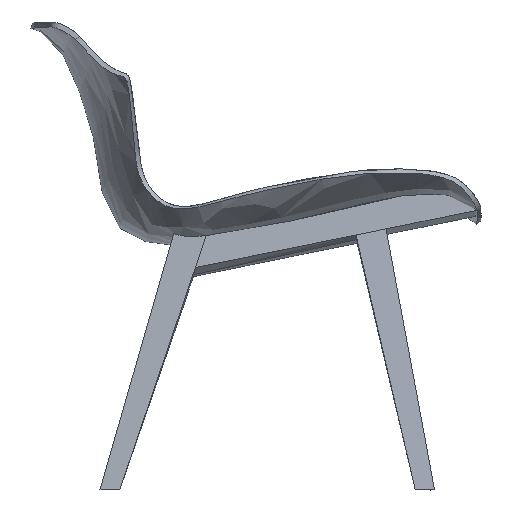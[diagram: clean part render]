
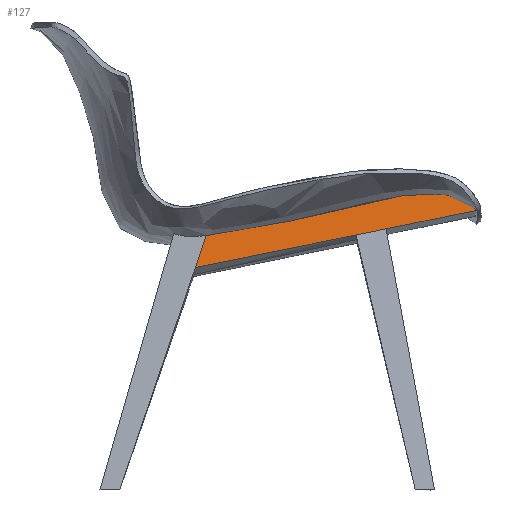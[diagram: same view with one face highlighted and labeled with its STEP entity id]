
A CAD part, left-side view. The second image highlights one B-rep face of the part: STEP entity #127.
In plain terms, the highlighted planar face has unit normal (-0.991, 0.011, 0.137).
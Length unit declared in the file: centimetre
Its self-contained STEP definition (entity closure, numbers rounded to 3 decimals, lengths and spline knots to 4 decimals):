
#127=ADVANCED_FACE('',(#197),#1048,.T.);
#197=FACE_OUTER_BOUND('',#267,.T.);
#267=EDGE_LOOP('',(#348,#349,#350,#351,#352));
#348=ORIENTED_EDGE('',*,*,#645,.T.);
#349=ORIENTED_EDGE('',*,*,#655,.T.);
#350=ORIENTED_EDGE('',*,*,#646,.F.);
#351=ORIENTED_EDGE('',*,*,#642,.F.);
#352=ORIENTED_EDGE('',*,*,#647,.T.);
#642=EDGE_CURVE('',#953,#949,#796,.T.);
#645=EDGE_CURVE('',#955,#956,#799,.T.);
#646=EDGE_CURVE('',#949,#947,#800,.T.);
#647=EDGE_CURVE('',#953,#955,#801,.T.);
#655=EDGE_CURVE('',#956,#947,#809,.T.);
#796=B_SPLINE_CURVE_WITH_KNOTS('',3,(#3149,#3150,#3151,#3152),
 .UNSPECIFIED.,.F.,.F.,(4,4),(43.7599,92.9024),
 .UNSPECIFIED.);
#799=B_SPLINE_CURVE_WITH_KNOTS('',3,(#3161,#3162,#3163,#3164),
 .UNSPECIFIED.,.F.,.F.,(4,4),(-4.5809,-4.4855),
 .UNSPECIFIED.);
#800=B_SPLINE_CURVE_WITH_KNOTS('',3,(#3165,#3166,#3167,#3168,#3169,#3170,
#3171,#3172,#3173,#3174,#3175,#3176,#3177,#3178,#3179,#3180,#3181,#3182,
#3183,#3184,#3185,#3186,#3187,#3188,#3189,#3190,#3191,#3192,#3193,#3194,
#3195,#3196,#3197,#3198,#3199,#3200,#3201,#3202,#3203,#3204,#3205,#3206,
#3207,#3208,#3209,#3210,#3211,#3212,#3213,#3214,#3215,#3216,#3217,#3218,
#3219,#3220,#3221,#3222,#3223,#3224,#3225,#3226,#3227,#3228,#3229,#3230,
#3231,#3232,#3233,#3234,#3235,#3236,#3237,#3238,#3239,#3240,#3241,#3242,
#3243,#3244,#3245,#3246,#3247),.UNSPECIFIED.,.F.,.F.,(4,2,2,2,2,2,3,2,3,
3,3,3,3,3,3,2,3,2,3,3,3,3,3,3,3,3,3,3,3,3,4),(-414.5425,-410.7396,
-406.2325,-403.9868,-401.7373,-397.2261,
-392.703,-383.6412,-374.5855,-356.5038,-320.4224,
-284.4351,-248.5531,-212.7776,-177.1295,
-141.5436,-123.7582,-105.9902,-88.3588,
-79.6353,-71.0201,-66.7767,-62.5979,
-54.428,-50.3802,-46.3588,-38.3961,
-30.5695,-22.8776,-15.3146,-13.1403),
 .UNSPECIFIED.);
#801=B_SPLINE_CURVE_WITH_KNOTS('',3,(#3248,#3249,#3250,#3251,#3252,#3253,
#3254,#3255,#3256,#3257),.UNSPECIFIED.,.F.,.F.,(4,2,2,2,4),(-239.0058,
-121.178,-2.9565,-2.6583,-2.3885),
 .UNSPECIFIED.);
#809=B_SPLINE_CURVE_WITH_KNOTS('',3,(#3289,#3290,#3291,#3292),
 .UNSPECIFIED.,.F.,.F.,(4,4),(0.5664,176.7364),
 .UNSPECIFIED.);
#947=VERTEX_POINT('',#3055);
#949=VERTEX_POINT('',#3057);
#953=VERTEX_POINT('',#3061);
#955=VERTEX_POINT('',#3063);
#956=VERTEX_POINT('',#3064);
#1048=PLANE('',#1155);
#1155=AXIS2_PLACEMENT_3D('',#2870,#1212,$);
#1212=DIRECTION('',(-0.991,0.011,0.137));
#2870=CARTESIAN_POINT('',(5.9182,-16.9224,38.6459));
#3055=CARTESIAN_POINT('',(6.2569,-6.031,40.2356));
#3057=CARTESIAN_POINT('',(6.1838,32.8412,36.6238));
#3061=CARTESIAN_POINT('',(5.564,34.4136,32.0093));
#3063=CARTESIAN_POINT('',(5.9603,11.2287,36.7185));
#3064=CARTESIAN_POINT('',(5.959,11.2269,36.7092));
#3149=CARTESIAN_POINT('',(5.564,34.4136,32.0093));
#3150=CARTESIAN_POINT('',(5.7706,33.8895,33.5475));
#3151=CARTESIAN_POINT('',(5.9772,33.3653,35.0856));
#3152=CARTESIAN_POINT('',(6.1838,32.8412,36.6238));
#3161=CARTESIAN_POINT('',(5.9603,11.2287,36.7185));
#3162=CARTESIAN_POINT('',(5.9599,11.2281,36.7154));
#3163=CARTESIAN_POINT('',(5.9595,11.2275,36.7123));
#3164=CARTESIAN_POINT('',(5.959,11.2269,36.7092));
#3165=CARTESIAN_POINT('',(6.1838,32.8412,36.6238));
#3166=CARTESIAN_POINT('',(6.1843,32.7151,36.6373));
#3167=CARTESIAN_POINT('',(6.1849,32.5891,36.6513));
#3168=CARTESIAN_POINT('',(6.1861,32.3139,36.6823));
#3169=CARTESIAN_POINT('',(6.1869,32.1646,36.6995));
#3170=CARTESIAN_POINT('',(6.188,31.941,36.7254));
#3171=CARTESIAN_POINT('',(6.1884,31.8667,36.734));
#3172=CARTESIAN_POINT('',(6.1891,31.7179,36.7513));
#3173=CARTESIAN_POINT('',(6.1895,31.6434,36.76));
#3174=CARTESIAN_POINT('',(6.1907,31.4195,36.7862));
#3175=CARTESIAN_POINT('',(6.1915,31.2702,36.8038));
#3176=CARTESIAN_POINT('',(6.1932,30.9712,36.8398));
#3177=CARTESIAN_POINT('',(6.1941,30.8216,36.8582));
#3178=CARTESIAN_POINT('',(6.195,30.672,36.8769));
#3179=CARTESIAN_POINT('',(6.1969,30.3723,36.9145));
#3180=CARTESIAN_POINT('',(6.1991,30.0728,36.9539));
#3181=CARTESIAN_POINT('',(6.2039,29.4745,37.0361));
#3182=CARTESIAN_POINT('',(6.2065,29.1757,37.0789));
#3183=CARTESIAN_POINT('',(6.2094,28.8772,37.1233));
#3184=CARTESIAN_POINT('',(6.2151,28.281,37.2121));
#3185=CARTESIAN_POINT('',(6.2218,27.686,37.3074));
#3186=CARTESIAN_POINT('',(6.2292,27.0918,37.4085));
#3187=CARTESIAN_POINT('',(6.2441,25.9067,37.6102));
#3188=CARTESIAN_POINT('',(6.2623,24.7245,37.8356));
#3189=CARTESIAN_POINT('',(6.2833,23.5477,38.081));
#3190=CARTESIAN_POINT('',(6.3042,22.3736,38.3258));
#3191=CARTESIAN_POINT('',(6.328,21.2038,38.5904));
#3192=CARTESIAN_POINT('',(6.3538,20.0377,38.8704));
#3193=CARTESIAN_POINT('',(6.3796,18.8748,39.1495));
#3194=CARTESIAN_POINT('',(6.4077,17.7162,39.4445));
#3195=CARTESIAN_POINT('',(6.4364,16.5586,39.7444));
#3196=CARTESIAN_POINT('',(6.465,15.4045,40.0433));
#3197=CARTESIAN_POINT('',(6.4944,14.2518,40.3473));
#3198=CARTESIAN_POINT('',(6.5225,13.0968,40.6426));
#3199=CARTESIAN_POINT('',(6.5505,11.9466,40.9367));
#3200=CARTESIAN_POINT('',(6.5772,10.7918,41.2215));
#3201=CARTESIAN_POINT('',(6.5997,9.6321,41.4766));
#3202=CARTESIAN_POINT('',(6.6222,8.474,41.7314));
#3203=CARTESIAN_POINT('',(6.6404,7.3091,41.9556));
#3204=CARTESIAN_POINT('',(6.6588,5.5512,42.228));
#3205=CARTESIAN_POINT('',(6.6634,4.9638,42.3081));
#3206=CARTESIAN_POINT('',(6.6664,4.3749,42.3765));
#3207=CARTESIAN_POINT('',(6.6694,3.7873,42.4448));
#3208=CARTESIAN_POINT('',(6.6708,3.1965,42.502));
#3209=CARTESIAN_POINT('',(6.6697,2.0208,42.5873));
#3210=CARTESIAN_POINT('',(6.6672,1.4326,42.6153));
#3211=CARTESIAN_POINT('',(6.6616,0.8455,42.6214));
#3212=CARTESIAN_POINT('',(6.6588,0.5551,42.6243));
#3213=CARTESIAN_POINT('',(6.6553,0.2637,42.622));
#3214=CARTESIAN_POINT('',(6.6508,-0.0266,42.6127));
#3215=CARTESIAN_POINT('',(6.6464,-0.3132,42.6035));
#3216=CARTESIAN_POINT('',(6.6411,-0.6006,42.5874));
#3217=CARTESIAN_POINT('',(6.6345,-0.8863,42.5624));
#3218=CARTESIAN_POINT('',(6.6312,-1.0271,42.5501));
#3219=CARTESIAN_POINT('',(6.6277,-1.1679,42.5355));
#3220=CARTESIAN_POINT('',(6.6238,-1.3081,42.5183));
#3221=CARTESIAN_POINT('',(6.6199,-1.4462,42.5013));
#3222=CARTESIAN_POINT('',(6.6157,-1.5843,42.4817));
#3223=CARTESIAN_POINT('',(6.6111,-1.7215,42.4589));
#3224=CARTESIAN_POINT('',(6.6019,-1.9909,42.4143));
#3225=CARTESIAN_POINT('',(6.5912,-2.2551,42.3571));
#3226=CARTESIAN_POINT('',(6.5784,-2.5184,42.2853));
#3227=CARTESIAN_POINT('',(6.572,-2.6484,42.2498));
#3228=CARTESIAN_POINT('',(6.5653,-2.7775,42.211));
#3229=CARTESIAN_POINT('',(6.5581,-2.9055,42.169));
#3230=CARTESIAN_POINT('',(6.5509,-3.0327,42.1272));
#3231=CARTESIAN_POINT('',(6.5433,-3.1587,42.0822));
#3232=CARTESIAN_POINT('',(6.5353,-3.2835,42.034));
#3233=CARTESIAN_POINT('',(6.5194,-3.5305,41.9388));
#3234=CARTESIAN_POINT('',(6.5019,-3.773,41.8309));
#3235=CARTESIAN_POINT('',(6.4828,-4.0089,41.7114));
#3236=CARTESIAN_POINT('',(6.464,-4.241,41.5939));
#3237=CARTESIAN_POINT('',(6.4438,-4.467,41.465));
#3238=CARTESIAN_POINT('',(6.422,-4.686,41.3249));
#3239=CARTESIAN_POINT('',(6.4007,-4.9012,41.1874));
#3240=CARTESIAN_POINT('',(6.378,-5.1095,41.0393));
#3241=CARTESIAN_POINT('',(6.354,-5.3099,40.8813));
#3242=CARTESIAN_POINT('',(6.3304,-5.5069,40.726));
#3243=CARTESIAN_POINT('',(6.3055,-5.6963,40.5611));
#3244=CARTESIAN_POINT('',(6.2796,-5.8771,40.3875));
#3245=CARTESIAN_POINT('',(6.2721,-5.9291,40.3376));
#3246=CARTESIAN_POINT('',(6.2646,-5.9804,40.287));
#3247=CARTESIAN_POINT('',(6.2569,-6.031,40.2356));
#3248=CARTESIAN_POINT('',(5.564,34.4136,32.0093));
#3249=CARTESIAN_POINT('',(5.6309,30.5668,32.7989));
#3250=CARTESIAN_POINT('',(5.6975,26.7195,33.5861));
#3251=CARTESIAN_POINT('',(5.8295,19.0101,35.1541));
#3252=CARTESIAN_POINT('',(5.8951,15.1481,35.9352));
#3253=CARTESIAN_POINT('',(5.9596,11.2746,36.7094));
#3254=CARTESIAN_POINT('',(5.9597,11.2649,36.7113));
#3255=CARTESIAN_POINT('',(5.96,11.2463,36.715));
#3256=CARTESIAN_POINT('',(5.9602,11.2375,36.7168));
#3257=CARTESIAN_POINT('',(5.9603,11.2287,36.7185));
#3289=CARTESIAN_POINT('',(5.959,11.2269,36.7092));
#3290=CARTESIAN_POINT('',(6.0583,5.4743,37.8847));
#3291=CARTESIAN_POINT('',(6.1576,-0.2784,39.0602));
#3292=CARTESIAN_POINT('',(6.2569,-6.031,40.2356));
